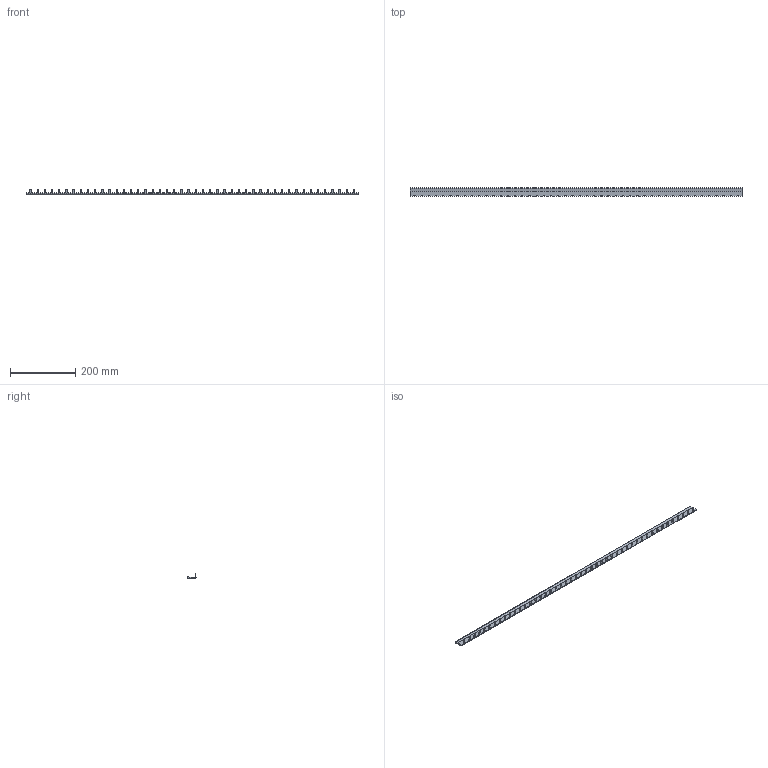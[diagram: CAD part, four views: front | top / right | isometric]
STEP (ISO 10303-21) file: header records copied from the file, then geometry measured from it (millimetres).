
FILE_DESCRIPTION((''),'2;1');
FILE_NAME('ASM0104L_ASM','2022-03-08T08:15:31',('marketing.praksa'),('Audax d.o.o.'),'CREO PARAMETRIC BY PTC INC, 2021304','CREO PARAMETRIC BY PTC INC, 2021304','');
FILE_SCHEMA(('AP242_MANAGED_MODEL_BASED_3D_ENGINEERING_MIM_LF { 1 0 10303 442 1 1 4 }'));
Length unit declared in the file: millimetre
Products named in the file (4): SKS1065-35; PRT9571; PRT9572; ASM0104L_ASM
Assembly tree (3 placements, depth 2):
  ASM0104L_ASM
    SKS1065-35
    PRT9571
    PRT9572
Bounding box: 1016 x 25.99 x 17.99 mm (x, y, z)
Volume: 142875.7 mm3; surface area: 69249.7 mm2
Topology: 50 solids, 50 shells, 391 faces, 864 edges, 576 vertices
Faces by surface type: plane 293, cylinder 98
Entity records: 16997 total; most frequent: DIRECTION 1886, CARTESIAN_POINT 1866, ORIENTED_EDGE 1728, PRESENTATION_STYLE_ASSIGNMENT 1314, STYLED_ITEM 1314, CURVE_STYLE 869, EDGE_CURVE 864, VECTOR 668
